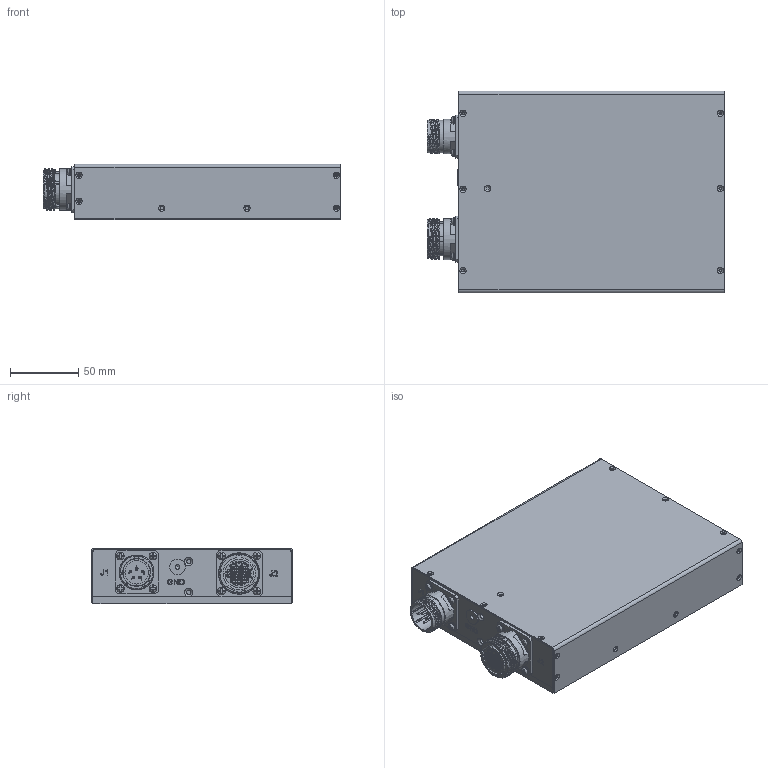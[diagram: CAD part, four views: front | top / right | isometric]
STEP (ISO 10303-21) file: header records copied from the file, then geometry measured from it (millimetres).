
FILE_DESCRIPTION(/* description */ ('Unknown'),/* implementation_level */ '2;1');
FILE_NAME(/* name */ 'M8187-106',/* time_stamp */ '2020-06-01T10:54:42+03:00',/* author */ ('Unknown'),/* organization */ ('Unknown'),/* preprocessor_version */ 'ST-DEVELOPER v16.7',/* originating_system */ 'DEX',/* authorisation */ $);
FILE_SCHEMA (('AUTOMOTIVE_DESIGN {1 0 10303 214 3 1 1}'));
Products named in the file (12): M8187-106; 22-8187-0101-00; M186164; M1187-106 FRONT PANEL; 22-0186-0607-00; D38999-20TE35PN; D38999-20TD5SN; HEAD4-40-14; MS51957-14; NAS620C4; MS35338-134; 22-8187-0103-00
Assembly tree (18 placements, depth 4):
  M8187-106
    22-8187-0101-00
    M186164
    M1187-106 FRONT PANEL
      22-0186-0607-00
      D38999-20TE35PN
      D38999-20TD5SN
      HEAD4-40-14  x8
        MS51957-14
        NAS620C4
        MS35338-134
    22-8187-0103-00
Bounding box: 217.3 x 147.6 x 40.7 mm (x, y, z)
Volume: 252229.6 mm3; surface area: 195172.5 mm2
Topology: 30 solids, 60 shells, 2206 faces, 5932 edges, 3956 vertices
Faces by surface type: plane 1357, cylinder 516, cone 237, bspline 81, torus 10, sphere 5
Full cylindrical faces by diameter (mm): 1.1 x5, 1.3 x55, 1.694 x20, 2 x5, 2.156 x23, 2.5 x19, 2.647 x4, 2.844 x8, 2.92 x8, 3.2 x42, 3.307 x2, 4.2 x7, 5.309 x8, 5.563 x8, 6 x4, 10 x1, 11.43 x1, 17.09 x1, 17.66 x1, 18.06 x1, 20.55 x1, 20.83 x2, 21.23 x1, 22 x2, 22.99 x1, 23.55 x1, 23.81 x1, 25 x2, 25.4 x1, 26 x1
Entity records: 84011 total; most frequent: CARTESIAN_POINT 23731, ORIENTED_EDGE 9520, DIRECTION 8911, EDGE_CURVE 4760, VERTEX_POINT 3389, AXIS2_PLACEMENT_3D 3096, LINE 2719, VECTOR 2719
